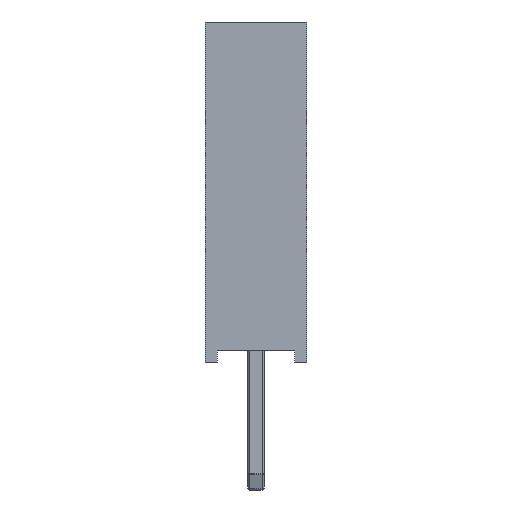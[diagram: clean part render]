
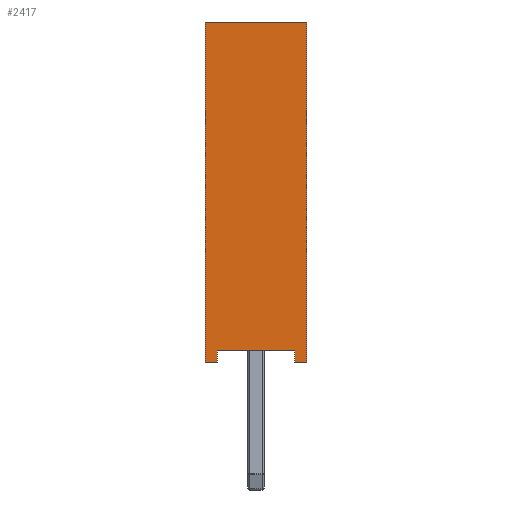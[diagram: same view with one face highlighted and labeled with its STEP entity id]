
A CAD part, left-side view. The second image highlights one B-rep face of the part: STEP entity #2417.
In plain terms, the highlighted planar face has unit normal (-1, 0, 0).
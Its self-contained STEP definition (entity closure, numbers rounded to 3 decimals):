
#321=FACE_OUTER_BOUND('',#472,.T.);
#472=EDGE_LOOP('',(#1573,#1574,#1575,#1576,#1577,#1578,#1579,#1580));
#638=LINE('',#3766,#824);
#640=LINE('',#3772,#826);
#643=LINE('',#3777,#829);
#648=LINE('',#3791,#834);
#649=LINE('',#3794,#835);
#652=LINE('',#3800,#838);
#653=LINE('',#3802,#839);
#654=LINE('',#3803,#840);
#824=VECTOR('',#2950,10.);
#826=VECTOR('',#2954,10.);
#829=VECTOR('',#2959,10.);
#834=VECTOR('',#2974,10.);
#835=VECTOR('',#2977,10.);
#838=VECTOR('',#2982,10.);
#839=VECTOR('',#2983,10.);
#840=VECTOR('',#2984,10.);
#1008=VERTEX_POINT('',#3760);
#1010=VERTEX_POINT('',#3764);
#1011=VERTEX_POINT('',#3768);
#1013=VERTEX_POINT('',#3771);
#1018=VERTEX_POINT('',#3789);
#1019=VERTEX_POINT('',#3793);
#1021=VERTEX_POINT('',#3799);
#1022=VERTEX_POINT('',#3801);
#1206=EDGE_CURVE('',#1008,#1010,#638,.T.);
#1208=EDGE_CURVE('',#1013,#1011,#640,.T.);
#1211=EDGE_CURVE('',#1010,#1013,#643,.T.);
#1220=EDGE_CURVE('',#1011,#1018,#648,.T.);
#1221=EDGE_CURVE('',#1019,#1008,#649,.T.);
#1224=EDGE_CURVE('',#1018,#1021,#652,.T.);
#1225=EDGE_CURVE('',#1022,#1021,#653,.T.);
#1226=EDGE_CURVE('',#1019,#1022,#654,.T.);
#1573=ORIENTED_EDGE('',*,*,#1206,.T.);
#1574=ORIENTED_EDGE('',*,*,#1211,.T.);
#1575=ORIENTED_EDGE('',*,*,#1208,.T.);
#1576=ORIENTED_EDGE('',*,*,#1220,.T.);
#1577=ORIENTED_EDGE('',*,*,#1224,.T.);
#1578=ORIENTED_EDGE('',*,*,#1225,.F.);
#1579=ORIENTED_EDGE('',*,*,#1226,.F.);
#1580=ORIENTED_EDGE('',*,*,#1221,.T.);
#2221=PLANE('',#2625);
#2417=ADVANCED_FACE('',(#321),#2221,.T.);
#2625=AXIS2_PLACEMENT_3D('',#3798,#2980,#2981);
#2950=DIRECTION('',(0.,0.,1.));
#2954=DIRECTION('',(0.,0.,-1.));
#2959=DIRECTION('',(0.,-1.,0.));
#2974=DIRECTION('',(0.,-1.,0.));
#2977=DIRECTION('',(0.,-1.,0.));
#2980=DIRECTION('center_axis',(-1.,0.,0.));
#2981=DIRECTION('ref_axis',(0.,-1.,0.));
#2982=DIRECTION('',(0.,0.,1.));
#2983=DIRECTION('',(0.,-1.,0.));
#2984=DIRECTION('',(0.,0.,1.));
#3760=CARTESIAN_POINT('',(-1.27,0.97,0.));
#3764=CARTESIAN_POINT('',(-1.27,0.97,0.3));
#3766=CARTESIAN_POINT('',(-1.27,0.97,0.));
#3768=CARTESIAN_POINT('',(-1.27,-0.97,0.));
#3771=CARTESIAN_POINT('',(-1.27,-0.97,0.3));
#3772=CARTESIAN_POINT('',(-1.27,-0.97,0.));
#3777=CARTESIAN_POINT('',(-1.27,0.635,0.3));
#3789=CARTESIAN_POINT('',(-1.27,-1.27,0.));
#3791=CARTESIAN_POINT('',(-1.27,1.27,0.));
#3793=CARTESIAN_POINT('',(-1.27,1.27,0.));
#3794=CARTESIAN_POINT('',(-1.27,1.27,0.));
#3798=CARTESIAN_POINT('Origin',(-1.27,1.27,0.));
#3799=CARTESIAN_POINT('',(-1.27,-1.27,8.5));
#3800=CARTESIAN_POINT('',(-1.27,-1.27,0.));
#3801=CARTESIAN_POINT('',(-1.27,1.27,8.5));
#3802=CARTESIAN_POINT('',(-1.27,1.27,8.5));
#3803=CARTESIAN_POINT('',(-1.27,1.27,0.));
